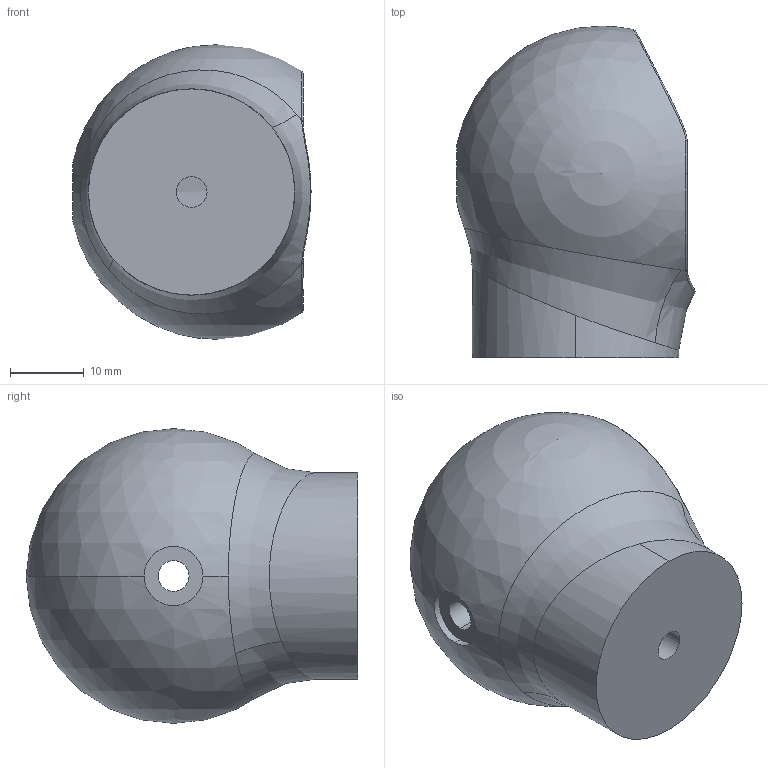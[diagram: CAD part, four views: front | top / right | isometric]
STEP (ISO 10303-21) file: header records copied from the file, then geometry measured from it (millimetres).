
FILE_DESCRIPTION (( 'STEP AP203' ), '1' );
FILE_NAME ('1_3_ArmUpper_A.STEP', '2014-08-31T10:16:54', ( '' ), ( '' ), 'SwSTEP 2.0', 'SolidWorks 2013', '' );
FILE_SCHEMA (( 'CONFIG_CONTROL_DESIGN' ));
Length unit declared in the file: millimetre
Products named in the file (1): 1_3_ArmUpper_A
Bounding box: 32.3 x 45 x 40 mm (x, y, z)
Volume: 21074.1 mm3; surface area: 7335.9 mm2
Topology: 1 solids, 1 shells, 35 faces, 97 edges, 62 vertices
Faces by surface type: cylinder 14, plane 11, bspline 5, torus 3, sphere 2
Entity records: 2326 total; most frequent: CARTESIAN_POINT 1413, ORIENTED_EDGE 186, DIRECTION 167, EDGE_CURVE 93, AXIS2_PLACEMENT_3D 67, VERTEX_POINT 60, EDGE_LOOP 39, CIRCLE 36
